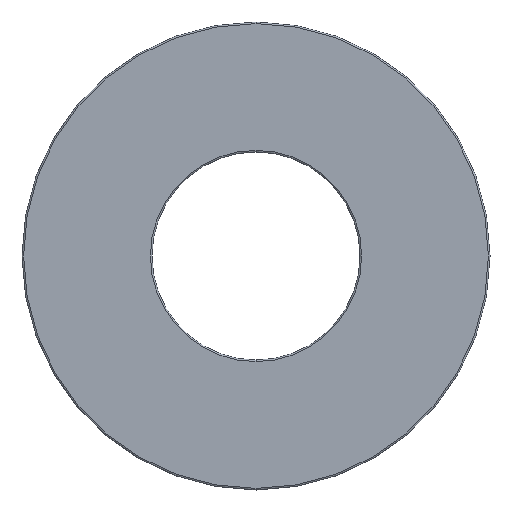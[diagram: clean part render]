
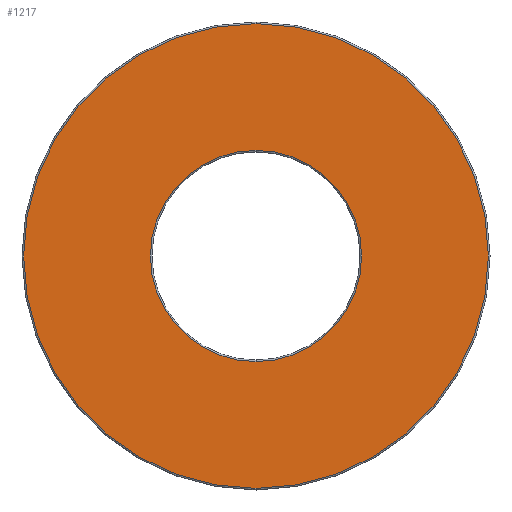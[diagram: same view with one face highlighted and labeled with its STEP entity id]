
A CAD part, front view. The second image highlights one B-rep face of the part: STEP entity #1217.
In plain terms, the highlighted planar face has unit normal (0, -1, 0).
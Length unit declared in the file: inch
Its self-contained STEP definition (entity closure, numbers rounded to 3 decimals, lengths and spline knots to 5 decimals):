
#33 = PLANE ( 'NONE',  #121 ) ;
#37 = EDGE_CURVE ( 'NONE', #882, #61, #634, .T. ) ;
#61 = VERTEX_POINT ( 'NONE', #88 ) ;
#88 = CARTESIAN_POINT ( 'NONE',  ( 0., -0.0965, -0.12693 ) ) ;
#121 = AXIS2_PLACEMENT_3D ( 'NONE', #1251, #1574, #643 ) ;
#125 = EDGE_CURVE ( 'NONE', #1689, #1186, #185, .T. ) ;
#132 = DIRECTION ( 'NONE',  ( 0., 1., 0. ) ) ;
#151 = AXIS2_PLACEMENT_3D ( 'NONE', #679, #1761, #826 ) ;
#185 = CIRCLE ( 'NONE', #151, 0.27932 ) ;
#246 = DIRECTION ( 'NONE',  ( 0., -1., 0. ) ) ;
#254 = FACE_OUTER_BOUND ( 'NONE', #1620, .T. ) ;
#279 = CIRCLE ( 'NONE', #1630, 0.12693 ) ;
#284 = CARTESIAN_POINT ( 'NONE',  ( 0., -0.0965, 0. ) ) ;
#322 = ORIENTED_EDGE ( 'NONE', *, *, #125, .T. ) ;
#435 = DIRECTION ( 'NONE',  ( 0., 0., 1. ) ) ;
#466 = EDGE_LOOP ( 'NONE', ( #1947, #1572 ) ) ;
#634 = CIRCLE ( 'NONE', #1319, 0.12693 ) ;
#643 = DIRECTION ( 'NONE',  ( 0., 0., 1. ) ) ;
#679 = CARTESIAN_POINT ( 'NONE',  ( 0., -0.0965, 0. ) ) ;
#791 = DIRECTION ( 'NONE',  ( 0., 1., 0. ) ) ;
#826 = DIRECTION ( 'NONE',  ( 0., 0., 1. ) ) ;
#882 = VERTEX_POINT ( 'NONE', #1435 ) ;
#897 = CIRCLE ( 'NONE', #1206, 0.27932 ) ;
#1154 = CARTESIAN_POINT ( 'NONE',  ( 0., -0.0965, 0. ) ) ;
#1186 = VERTEX_POINT ( 'NONE', #1388 ) ;
#1206 = AXIS2_PLACEMENT_3D ( 'NONE', #1154, #246, #1307 ) ;
#1217 = ADVANCED_FACE ( 'NONE', ( #1887, #254 ), #33, .F. ) ;
#1251 = CARTESIAN_POINT ( 'NONE',  ( 0., -0.0965, 0.28125 ) ) ;
#1307 = DIRECTION ( 'NONE',  ( 0., 0., 1. ) ) ;
#1319 = AXIS2_PLACEMENT_3D ( 'NONE', #284, #132, #435 ) ;
#1388 = CARTESIAN_POINT ( 'NONE',  ( 0., -0.0965, 0.27932 ) ) ;
#1435 = CARTESIAN_POINT ( 'NONE',  ( 0., -0.0965, 0.12693 ) ) ;
#1514 = EDGE_CURVE ( 'NONE', #61, #882, #279, .T. ) ;
#1572 = ORIENTED_EDGE ( 'NONE', *, *, #1514, .T. ) ;
#1574 = DIRECTION ( 'NONE',  ( 0., 1., 0. ) ) ;
#1620 = EDGE_LOOP ( 'NONE', ( #1871, #322 ) ) ;
#1630 = AXIS2_PLACEMENT_3D ( 'NONE', #1719, #791, #1882 ) ;
#1689 = VERTEX_POINT ( 'NONE', #1708 ) ;
#1708 = CARTESIAN_POINT ( 'NONE',  ( 0., -0.0965, -0.27932 ) ) ;
#1719 = CARTESIAN_POINT ( 'NONE',  ( 0., -0.0965, 0. ) ) ;
#1761 = DIRECTION ( 'NONE',  ( 0., -1., 0. ) ) ;
#1871 = ORIENTED_EDGE ( 'NONE', *, *, #1873, .T. ) ;
#1873 = EDGE_CURVE ( 'NONE', #1186, #1689, #897, .T. ) ;
#1882 = DIRECTION ( 'NONE',  ( 0., 0., 1. ) ) ;
#1887 = FACE_BOUND ( 'NONE', #466, .T. ) ;
#1947 = ORIENTED_EDGE ( 'NONE', *, *, #37, .T. ) ;
